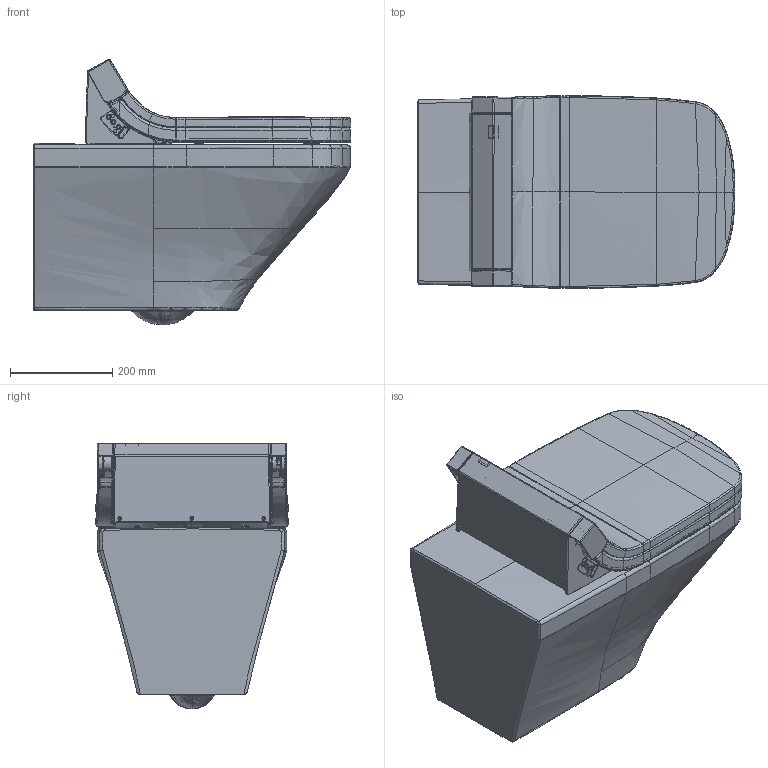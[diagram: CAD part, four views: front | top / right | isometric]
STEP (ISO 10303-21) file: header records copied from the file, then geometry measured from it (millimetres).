
FILE_DESCRIPTION((''),'2;1');
FILE_NAME('253759_CN_610200.stp','2014-10-25T12:10:43',('Administrator'),(''),'Autodesk Inventor 2011','Autodesk Inventor 2011','');
FILE_SCHEMA(('CONFIG_CONTROL_DESIGN'));
Length unit declared in the file: millimetre
Products named in the file (16): 253759_CN_610200; 253759_CN; 610200; CASE-ASSY_ASM; BODY-CASE; DECORATIVE-COVER; 1F219-01-01; SEAT_ASM; 1F221-A0-01; 1F221-B0-01; 1F218-B0-01; INFRARED-LEFT; BUTTON-MEMBRANE; HINGE-COVER-L; HINGE-COVER-R; LID-CUSHION
Assembly tree (19 placements, depth 5):
  253759_CN_610200
    253759_CN
    610200
      CASE-ASSY_ASM
        BODY-CASE
        DECORATIVE-COVER
        1F219-01-01
        SEAT_ASM
          1F221-A0-01
          1F221-B0-01
          1F218-B0-01
        INFRARED-LEFT
        BUTTON-MEMBRANE
        HINGE-COVER-L
        HINGE-COVER-R
        LID-CUSHION  x2
        1F218-B0-01  x3
Bounding box: 620.55 x 375.94 x 518.99 mm (x, y, z)
Volume: 34302257.5 mm3; surface area: 2423582.8 mm2
Topology: 18 solids, 21 shells, 6313 faces, 16327 edges, 10134 vertices
Faces by surface type: plane 2290, bspline 1785, cylinder 1227, torus 477, cone 410, sphere 124
Full cylindrical faces by diameter (mm): 2 x1, 2.4 x2, 2.5 x1, 2.6 x3, 2.9 x3, 3 x1, 3.2 x3, 3.8 x4, 4 x6, 4.2 x2, 4.5 x1, 5 x4, 6 x2, 7.5 x8, 8 x11, 9 x2, 9.6 x4, 10 x3, 14.5 x2, 15 x2, 15.2 x2, 18 x1, 28.2 x1, 40 x2
Entity records: 345525 total; most frequent: CARTESIAN_POINT 209838, ORIENTED_EDGE 29670, DIRECTION 23363, EDGE_CURVE 14835, VERTEX_POINT 9369, AXIS2_PLACEMENT_3D 8456, VECTOR 6451, LINE 6451
